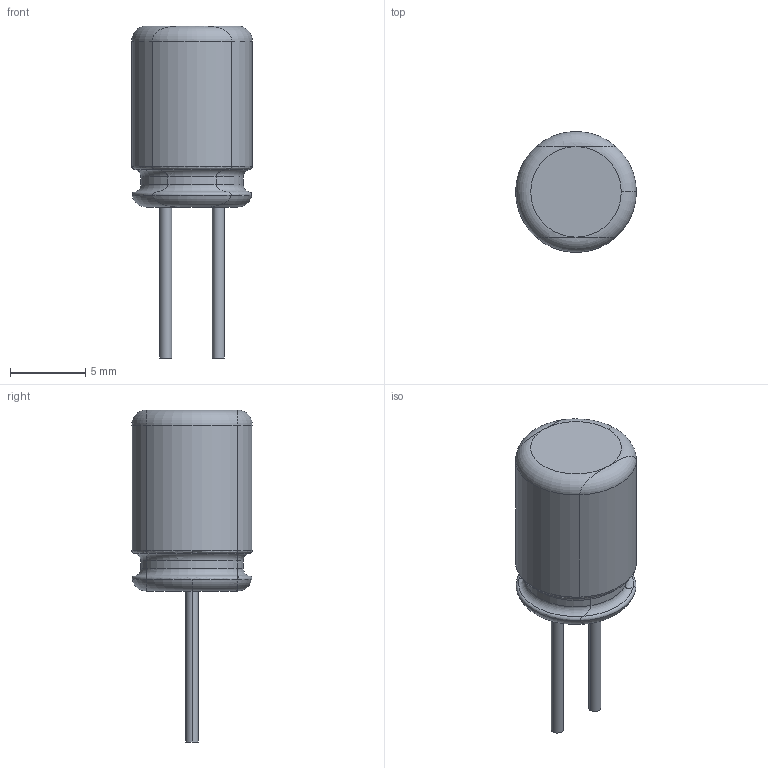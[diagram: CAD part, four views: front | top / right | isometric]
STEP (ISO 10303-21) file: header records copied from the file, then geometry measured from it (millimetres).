
FILE_DESCRIPTION (( 'STEP AP214' ), '1' );
FILE_NAME ('capacitor-vishay-22uF-100V-8x12.STEP', '2014-03-24T23:33:30', ( 'Edu' ), ( '' ), 'SwSTEP 2.0', 'SolidWorks 2013', '' );
FILE_SCHEMA (( 'AUTOMOTIVE_DESIGN' ));
Length unit declared in the file: millimetre
Products named in the file (1): capacitor-vishay-22uF-100V-8x12
Bounding box: 8 x 7.97 x 22 mm (x, y, z)
Volume: 583.8 mm3; surface area: 438.5 mm2
Topology: 1 solids, 1 shells, 48 faces, 96 edges, 52 vertices
Faces by surface type: torus 30, cylinder 14, plane 4
Entity records: 1912 total; most frequent: CARTESIAN_POINT 431, DIRECTION 228, ORIENTED_EDGE 192, AXIS2_PLACEMENT_3D 107, EDGE_CURVE 96, CIRCLE 58, VERTEX_POINT 52, EDGE_LOOP 50
